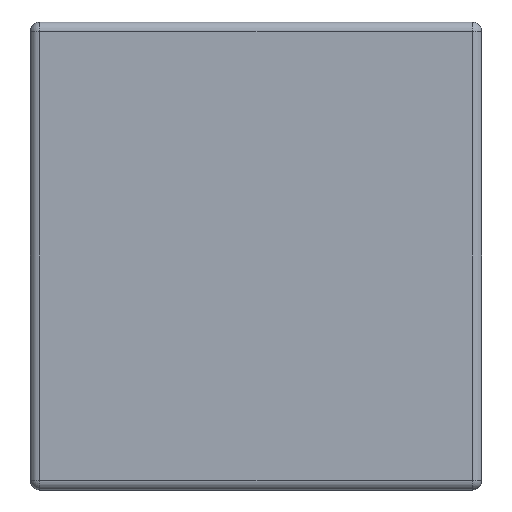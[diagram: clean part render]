
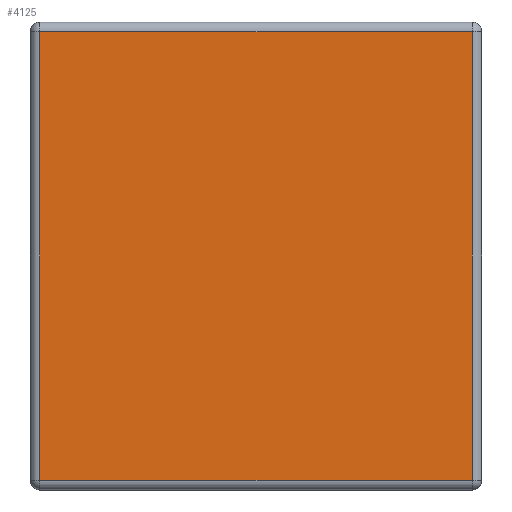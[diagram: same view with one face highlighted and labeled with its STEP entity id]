
A CAD part, left-side view. The second image highlights one B-rep face of the part: STEP entity #4125.
In plain terms, the highlighted planar face has unit normal (-1, 0, 0).
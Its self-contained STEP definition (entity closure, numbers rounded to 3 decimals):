
#6 = ORIENTED_EDGE ( 'NONE', *, *, #3906, .T. ) ;
#19 = DIRECTION ( 'NONE',  ( 0., 0., -1. ) ) ;
#207 = ORIENTED_EDGE ( 'NONE', *, *, #3453, .T. ) ;
#264 = FACE_OUTER_BOUND ( 'NONE', #1998, .T. ) ;
#311 = PLANE ( 'NONE',  #2146 ) ;
#346 = ORIENTED_EDGE ( 'NONE', *, *, #377, .T. ) ;
#377 = EDGE_CURVE ( 'NONE', #3979, #2040, #1078, .T. ) ;
#392 = ORIENTED_EDGE ( 'NONE', *, *, #3335, .T. ) ;
#737 = CARTESIAN_POINT ( 'NONE',  ( 0., 1.4, -0.03 ) ) ;
#855 = CARTESIAN_POINT ( 'NONE',  ( 0., 1.37, -0.03 ) ) ;
#1050 = CARTESIAN_POINT ( 'NONE',  ( 0., 1.37, -1.45 ) ) ;
#1078 = LINE ( 'NONE', #1050, #2562 ) ;
#1143 = CARTESIAN_POINT ( 'NONE',  ( 0., 0.03, -0.03 ) ) ;
#1164 = DIRECTION ( 'NONE',  ( 0., 0., 1. ) ) ;
#1311 = VERTEX_POINT ( 'NONE', #1143 ) ;
#1465 = CARTESIAN_POINT ( 'NONE',  ( 0., 0.03, -1.42 ) ) ;
#1479 = VECTOR ( 'NONE', #2050, 1000. ) ;
#1675 = DIRECTION ( 'NONE',  ( 0., 0., 1. ) ) ;
#1998 = EDGE_LOOP ( 'NONE', ( #6, #207, #392, #346 ) ) ;
#2040 = VERTEX_POINT ( 'NONE', #2467 ) ;
#2050 = DIRECTION ( 'NONE',  ( 0., 1., 0. ) ) ;
#2088 = VERTEX_POINT ( 'NONE', #1465 ) ;
#2146 = AXIS2_PLACEMENT_3D ( 'NONE', #2337, #4075, #1675 ) ;
#2235 = CARTESIAN_POINT ( 'NONE',  ( 0., 0.03, 0. ) ) ;
#2337 = CARTESIAN_POINT ( 'NONE',  ( 0., 0., 0. ) ) ;
#2467 = CARTESIAN_POINT ( 'NONE',  ( 0., 1.37, -1.42 ) ) ;
#2562 = VECTOR ( 'NONE', #19, 1000. ) ;
#2766 = CARTESIAN_POINT ( 'NONE',  ( 0., 0., -1.42 ) ) ;
#3009 = VECTOR ( 'NONE', #1164, 1000. ) ;
#3066 = LINE ( 'NONE', #2766, #3800 ) ;
#3335 = EDGE_CURVE ( 'NONE', #1311, #3979, #3820, .T. ) ;
#3453 = EDGE_CURVE ( 'NONE', #2088, #1311, #3558, .T. ) ;
#3558 = LINE ( 'NONE', #2235, #3009 ) ;
#3800 = VECTOR ( 'NONE', #4162, 1000. ) ;
#3820 = LINE ( 'NONE', #737, #1479 ) ;
#3906 = EDGE_CURVE ( 'NONE', #2040, #2088, #3066, .T. ) ;
#3979 = VERTEX_POINT ( 'NONE', #855 ) ;
#4075 = DIRECTION ( 'NONE',  ( -1., 0., 0. ) ) ;
#4125 = ADVANCED_FACE ( 'NONE', ( #264 ), #311, .T. ) ;
#4162 = DIRECTION ( 'NONE',  ( 0., -1., 0. ) ) ;
